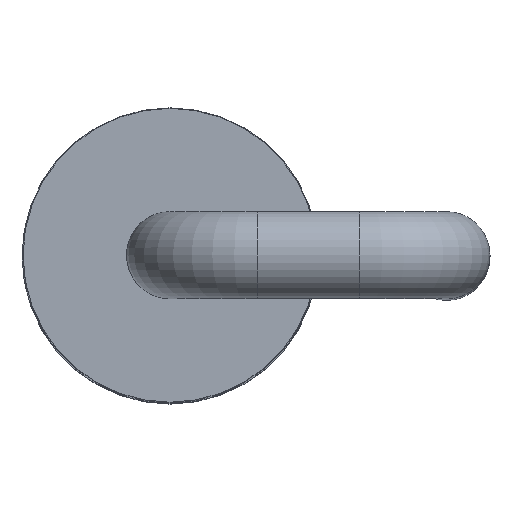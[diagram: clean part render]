
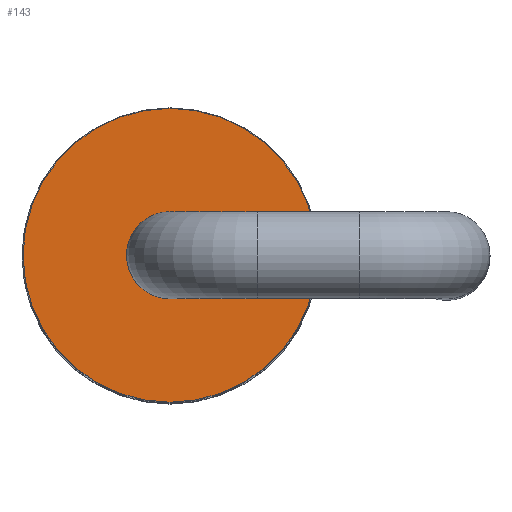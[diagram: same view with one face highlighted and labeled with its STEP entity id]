
A CAD part, top view. The second image highlights one B-rep face of the part: STEP entity #143.
In plain terms, the highlighted planar face has unit normal (0, 0, 1).
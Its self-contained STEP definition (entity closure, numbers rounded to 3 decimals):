
#27=DIRECTION('',(0.,0.,1.));
#28=DIRECTION('',(1.,0.,0.));
#60=DIRECTION('',(0.,0.,-1.));
#76=DIRECTION('',(1.,0.,0.));
#80=CARTESIAN_POINT('',(1.35,0.,5.7));
#86=AXIS2_PLACEMENT_3D('',#87,#60,#76);
#87=CARTESIAN_POINT('',(0.,0.,5.7));
#137=VERTEX_POINT('',#80);
#139=EDGE_CURVE('',#137,#137,#140,.T.);
#140=CIRCLE('',#86,1.35);
#143=ADVANCED_FACE('',(#144,#147),#156,.F.);
#144=FACE_BOUND('',#145,.T.);
#145=EDGE_LOOP('',(#146));
#146=ORIENTED_EDGE('',*,*,#139,.F.);
#147=FACE_BOUND('',#148,.T.);
#148=EDGE_LOOP('',(#149));
#149=ORIENTED_EDGE('',*,*,#150,.F.);
#150=EDGE_CURVE('',#151,#151,#153,.T.);
#151=VERTEX_POINT('',#152);
#152=CARTESIAN_POINT('',(0.4,0.,5.7));
#153=CIRCLE('',#154,0.4);
#154=AXIS2_PLACEMENT_3D('',#155,#27,#28);
#155=CARTESIAN_POINT('',(0.,0.,5.7)  );
#156=PLANE('',#86);
